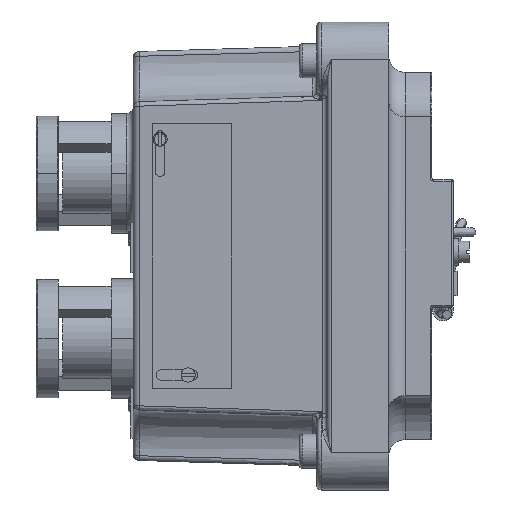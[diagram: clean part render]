
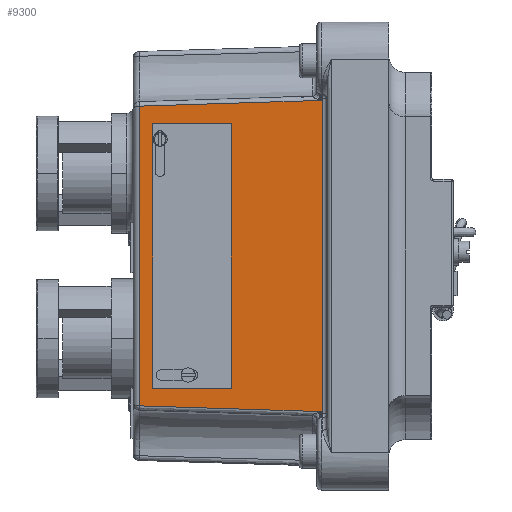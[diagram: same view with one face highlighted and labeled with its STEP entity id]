
A CAD part, left-side view. The second image highlights one B-rep face of the part: STEP entity #9300.
In plain terms, the highlighted planar face has unit normal (-1, 0.03, 0).
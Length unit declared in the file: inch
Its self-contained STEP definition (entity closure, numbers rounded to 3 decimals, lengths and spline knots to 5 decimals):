
#188 = EDGE_CURVE ( 'NONE', #606, #27495, #31201, .T. ) ;
#606 = VERTEX_POINT ( 'NONE', #19247 ) ;
#774 = CARTESIAN_POINT ( 'NONE',  ( -1.52302, 0.76479, -1.78891 ) ) ;
#944 = EDGE_CURVE ( 'NONE', #27495, #8111, #27926, .T. ) ;
#1216 = EDGE_CURVE ( 'NONE', #8111, #19387, #4540, .T. ) ;
#1312 = DIRECTION ( 'NONE',  ( -1., 0.031, 0. ) ) ;
#1474 = EDGE_CURVE ( 'NONE', #19387, #16249, #22791, .T. ) ;
#1693 = CARTESIAN_POINT ( 'NONE',  ( -1.50198, 1.4536, -1.74219 ) ) ;
#1835 = CARTESIAN_POINT ( 'NONE',  ( -1.49176, 1.78801, -1.5 ) ) ;
#1873 = VERTEX_POINT ( 'NONE', #11149 ) ;
#2040 = ORIENTED_EDGE ( 'NONE', *, *, #8849, .F. ) ;
#2513 = DIRECTION ( 'NONE',  ( 0., 0., 1. ) ) ;
#2616 = EDGE_CURVE ( 'NONE', #32787, #24901, #15411, .T. ) ;
#2817 = VERTEX_POINT ( 'NONE', #12171 ) ;
#2893 = CARTESIAN_POINT ( 'NONE',  ( -1.52296, 0.76683, -1.82623 ) ) ;
#3241 = CARTESIAN_POINT ( 'NONE',  ( -1.52299, 0.76581, 1.78892 ) ) ;
#3826 = LINE ( 'NONE', #1835, #33923 ) ;
#4237 = FACE_OUTER_BOUND ( 'NONE', #12536, .T. ) ;
#4308 = EDGE_CURVE ( 'NONE', #24901, #1873, #14039, .T. ) ;
#4420 = EDGE_CURVE ( 'NONE', #8958, #14592, #29097, .T. ) ;
#4540 =( BOUNDED_CURVE ( )  B_SPLINE_CURVE ( 3, ( #10174, #27627, #7247, #30564 ),
 .UNSPECIFIED., .F., .F. ) 
 B_SPLINE_CURVE_WITH_KNOTS ( ( 4, 4 ),
 ( 1.24934, 1.25039 ),
 .UNSPECIFIED. ) 
 CURVE ( )  GEOMETRIC_REPRESENTATION_ITEM ( )  RATIONAL_B_SPLINE_CURVE ( ( 1., 1., 1., 1. ) ) 
 REPRESENTATION_ITEM ( '' )  );
#5164 = DIRECTION ( 'NONE',  ( 0., 0., -1. ) ) ;
#6856 = B_SPLINE_CURVE_WITH_KNOTS ( 'NONE', 3,
 ( #35479, #35723, #774, #21209 ),
 .UNSPECIFIED., .F., .F.,
 ( 4, 4 ),
 ( 0., 0.00008 ),
 .UNSPECIFIED. ) ;
#7168 = CARTESIAN_POINT ( 'NONE',  ( -1.49176, 1.78801, 1.5 ) ) ;
#7247 = CARTESIAN_POINT ( 'NONE',  ( -1.52321, 0.75867, 1.78897 ) ) ;
#7633 = VECTOR ( 'NONE', #14335, 39.37008 ) ;
#7655 = CARTESIAN_POINT ( 'NONE',  ( -1.52305, 0.76377, 1.78892 ) ) ;
#8111 = VERTEX_POINT ( 'NONE', #14183 ) ;
#8162 = CARTESIAN_POINT ( 'NONE',  ( -1.46001, 2.82729, -1.70024 ) ) ;
#8470 = CARTESIAN_POINT ( 'NONE',  ( -1.46458, 2.6776, 1.5 ) ) ;
#8849 = EDGE_CURVE ( 'NONE', #2817, #32787, #3826, .T. ) ;
#8925 = CARTESIAN_POINT ( 'NONE',  ( -1.52296, 0.76683, 1.78894 ) ) ;
#8958 = VERTEX_POINT ( 'NONE', #25590 ) ;
#8969 = ORIENTED_EDGE ( 'NONE', *, *, #2616, .F. ) ;
#9300 = ADVANCED_FACE ( 'NONE', ( #4237, #30694 ), #21629, .T. ) ;
#9634 = ORIENTED_EDGE ( 'NONE', *, *, #16148, .T. ) ;
#10174 = CARTESIAN_POINT ( 'NONE',  ( -1.52352, 0.74847, 1.78908 ) ) ;
#11149 = CARTESIAN_POINT ( 'NONE',  ( -1.46458, 2.6776, -1.5 ) ) ;
#12171 = CARTESIAN_POINT ( 'NONE',  ( -1.49176, 1.78801, -1.5 ) ) ;
#12536 = EDGE_LOOP ( 'NONE', ( #14453, #22452, #26543, #21640, #21727, #28059, #31316, #15201, #22774, #9634 ) ) ;
#12724 = EDGE_CURVE ( 'NONE', #16249, #35306, #35238, .T. ) ;
#13580 = LINE ( 'NONE', #36117, #36811 ) ;
#13857 = CARTESIAN_POINT ( 'NONE',  ( -1.52296, 0.76683, -2.235 ) ) ;
#14039 = LINE ( 'NONE', #22838, #37268 ) ;
#14183 = CARTESIAN_POINT ( 'NONE',  ( -1.52352, 0.74847, 1.78908 ) ) ;
#14335 = DIRECTION ( 'NONE',  ( 0.031, 1., 0. ) ) ;
#14453 = ORIENTED_EDGE ( 'NONE', *, *, #4420, .T. ) ;
#14510 = EDGE_CURVE ( 'NONE', #1873, #2817, #13580, .T. ) ;
#14592 = VERTEX_POINT ( 'NONE', #30404 ) ;
#14693 = B_SPLINE_CURVE_WITH_KNOTS ( 'NONE', 3,
 ( #24944, #22023, #1693, #22147 ),
 .UNSPECIFIED., .F., .F.,
 ( 4, 4 ),
 ( 0., 0.05239 ),
 .UNSPECIFIED. ) ;
#14893 = CARTESIAN_POINT ( 'NONE',  ( -1.52302, 0.76479, 1.78891 ) ) ;
#14966 = EDGE_CURVE ( 'NONE', #35306, #24375, #28716, .T. ) ;
#15088 = CARTESIAN_POINT ( 'NONE',  ( -1.48099, 2.14043, 1.72064 ) ) ;
#15201 = ORIENTED_EDGE ( 'NONE', *, *, #14966, .T. ) ;
#15411 = LINE ( 'NONE', #8470, #7633 ) ;
#15421 = DIRECTION ( 'NONE',  ( 0., 0., -1. ) ) ;
#15717 = VECTOR ( 'NONE', #15421, 39.37008 ) ;
#15881 = EDGE_CURVE ( 'NONE', #24375, #18547, #23482, .T. ) ;
#16148 = EDGE_CURVE ( 'NONE', #18547, #8958, #14693, .T. ) ;
#16249 = VERTEX_POINT ( 'NONE', #8925 ) ;
#17273 = AXIS2_PLACEMENT_3D ( 'NONE', #18800, #1312, #21750 ) ;
#18547 = VERTEX_POINT ( 'NONE', #8162 ) ;
#18584 = CARTESIAN_POINT ( 'NONE',  ( -1.52352, 0.74847, -1.78908 ) ) ;
#18667 = DIRECTION ( 'NONE',  ( -0.031, -1., 0. ) ) ;
#18800 = CARTESIAN_POINT ( 'NONE',  ( -1.525, 0.7, -2.235 ) ) ;
#19247 = CARTESIAN_POINT ( 'NONE',  ( -1.52305, 0.76377, -1.78892 ) ) ;
#19387 = VERTEX_POINT ( 'NONE', #7655 ) ;
#20213 = VECTOR ( 'NONE', #2513, 39.37008 ) ;
#21209 = CARTESIAN_POINT ( 'NONE',  ( -1.52305, 0.76377, -1.78892 ) ) ;
#21629 = PLANE ( 'NONE',  #17273 ) ;
#21640 = ORIENTED_EDGE ( 'NONE', *, *, #944, .T. ) ;
#21727 = ORIENTED_EDGE ( 'NONE', *, *, #1216, .T. ) ;
#21750 = DIRECTION ( 'NONE',  ( -0.031, -1., 0. ) ) ;
#22023 = CARTESIAN_POINT ( 'NONE',  ( -1.48099, 2.14043, -1.72064 ) ) ;
#22147 = CARTESIAN_POINT ( 'NONE',  ( -1.52296, 0.76683, -1.76543 ) ) ;
#22452 = ORIENTED_EDGE ( 'NONE', *, *, #34354, .T. ) ;
#22774 = ORIENTED_EDGE ( 'NONE', *, *, #15881, .T. ) ;
#22791 = B_SPLINE_CURVE_WITH_KNOTS ( 'NONE', 3,
 ( #29450, #14893, #3241, #23679 ),
 .UNSPECIFIED., .F., .F.,
 ( 4, 4 ),
 ( 0., 0.00008 ),
 .UNSPECIFIED. ) ;
#22838 = CARTESIAN_POINT ( 'NONE',  ( -1.46458, 2.6776, -1.5 ) ) ;
#23206 = CARTESIAN_POINT ( 'NONE',  ( -1.52296, 0.76683, 1.76543 ) ) ;
#23352 = DIRECTION ( 'NONE',  ( 0., 0., -1. ) ) ;
#23482 = LINE ( 'NONE', #35797, #15717 ) ;
#23679 = CARTESIAN_POINT ( 'NONE',  ( -1.52296, 0.76683, 1.78894 ) ) ;
#24375 = VERTEX_POINT ( 'NONE', #24962 ) ;
#24901 = VERTEX_POINT ( 'NONE', #30582 ) ;
#24944 = CARTESIAN_POINT ( 'NONE',  ( -1.46001, 2.82729, -1.70024 ) ) ;
#24962 = CARTESIAN_POINT ( 'NONE',  ( -1.46001, 2.82729, 1.70024 ) ) ;
#25590 = CARTESIAN_POINT ( 'NONE',  ( -1.52296, 0.76683, -1.76543 ) ) ;
#26543 = ORIENTED_EDGE ( 'NONE', *, *, #188, .T. ) ;
#26673 = CARTESIAN_POINT ( 'NONE',  ( -1.52296, 0.76683, 1.76543 ) ) ;
#26714 = ORIENTED_EDGE ( 'NONE', *, *, #14510, .F. ) ;
#27468 = VECTOR ( 'NONE', #5164, 39.37008 ) ;
#27495 = VERTEX_POINT ( 'NONE', #18584 ) ;
#27627 = CARTESIAN_POINT ( 'NONE',  ( -1.52336, 0.75357, 1.78902 ) ) ;
#27926 = LINE ( 'NONE', #37477, #20213 ) ;
#28059 = ORIENTED_EDGE ( 'NONE', *, *, #1474, .T. ) ;
#28127 = VECTOR ( 'NONE', #23352, 39.37008 ) ;
#28143 = DIRECTION ( 'NONE',  ( 0., 0., 1. ) ) ;
#28716 = B_SPLINE_CURVE_WITH_KNOTS ( 'NONE', 3,
 ( #26673, #32429, #15088, #35473 ),
 .UNSPECIFIED., .F., .F.,
 ( 4, 4 ),
 ( -0.00123, 0.05115 ),
 .UNSPECIFIED. ) ;
#28746 = ORIENTED_EDGE ( 'NONE', *, *, #4308, .F. ) ;
#29097 = LINE ( 'NONE', #2893, #28127 ) ;
#29450 = CARTESIAN_POINT ( 'NONE',  ( -1.52305, 0.76377, 1.78892 ) ) ;
#30404 = CARTESIAN_POINT ( 'NONE',  ( -1.52296, 0.76683, -1.78894 ) ) ;
#30564 = CARTESIAN_POINT ( 'NONE',  ( -1.52305, 0.76377, 1.78892 ) ) ;
#30582 = CARTESIAN_POINT ( 'NONE',  ( -1.46458, 2.6776, 1.5 ) ) ;
#30694 = FACE_BOUND ( 'NONE', #33951, .T. ) ;
#31201 =( BOUNDED_CURVE ( )  B_SPLINE_CURVE ( 3, ( #33864, #33381, #34122, #34397 ),
 .UNSPECIFIED., .F., .T. ) 
 B_SPLINE_CURVE_WITH_KNOTS ( ( 4, 4 ),
 ( 5.0328, 5.03384 ),
 .UNSPECIFIED. ) 
 CURVE ( )  GEOMETRIC_REPRESENTATION_ITEM ( )  RATIONAL_B_SPLINE_CURVE ( ( 1., 1., 1., 1. ) ) 
 REPRESENTATION_ITEM ( '' )  );
#31243 = DIRECTION ( 'NONE',  ( 0., 0., -1. ) ) ;
#31316 = ORIENTED_EDGE ( 'NONE', *, *, #12724, .T. ) ;
#32429 = CARTESIAN_POINT ( 'NONE',  ( -1.50198, 1.4536, 1.74219 ) ) ;
#32787 = VERTEX_POINT ( 'NONE', #7168 ) ;
#33381 = CARTESIAN_POINT ( 'NONE',  ( -1.52321, 0.75867, -1.78897 ) ) ;
#33864 = CARTESIAN_POINT ( 'NONE',  ( -1.52305, 0.76377, -1.78892 ) ) ;
#33923 = VECTOR ( 'NONE', #28143, 39.37008 ) ;
#33951 = EDGE_LOOP ( 'NONE', ( #26714, #28746, #8969, #2040 ) ) ;
#34122 = CARTESIAN_POINT ( 'NONE',  ( -1.52336, 0.75357, -1.78902 ) ) ;
#34354 = EDGE_CURVE ( 'NONE', #14592, #606, #6856, .T. ) ;
#34397 = CARTESIAN_POINT ( 'NONE',  ( -1.52352, 0.74847, -1.78908 ) ) ;
#35238 = LINE ( 'NONE', #13857, #27468 ) ;
#35306 = VERTEX_POINT ( 'NONE', #23206 ) ;
#35473 = CARTESIAN_POINT ( 'NONE',  ( -1.46001, 2.82729, 1.70024 ) ) ;
#35479 = CARTESIAN_POINT ( 'NONE',  ( -1.52296, 0.76683, -1.78894 ) ) ;
#35723 = CARTESIAN_POINT ( 'NONE',  ( -1.52299, 0.76581, -1.78892 ) ) ;
#35797 = CARTESIAN_POINT ( 'NONE',  ( -1.46001, 2.82729, -1.74889 ) ) ;
#36117 = CARTESIAN_POINT ( 'NONE',  ( -1.46458, 2.6776, -1.5 ) ) ;
#36811 = VECTOR ( 'NONE', #18667, 39.37008 ) ;
#37268 = VECTOR ( 'NONE', #31243, 39.37008 ) ;
#37477 = CARTESIAN_POINT ( 'NONE',  ( -1.52352, 0.74847, 1.82708 ) ) ;
